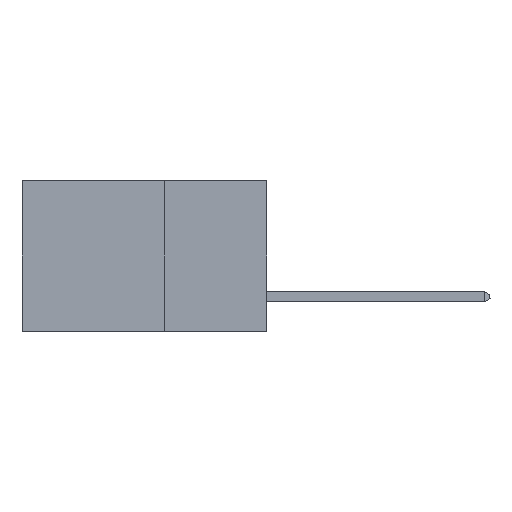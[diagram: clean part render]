
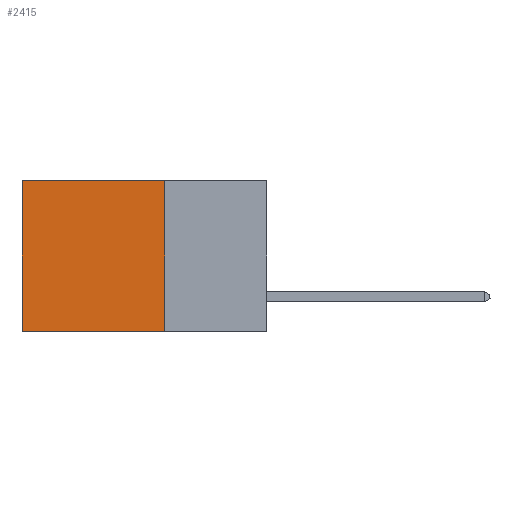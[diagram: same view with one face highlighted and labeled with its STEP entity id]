
A CAD part, left-side view. The second image highlights one B-rep face of the part: STEP entity #2415.
In plain terms, the highlighted planar face has unit normal (-1, 0, 0).
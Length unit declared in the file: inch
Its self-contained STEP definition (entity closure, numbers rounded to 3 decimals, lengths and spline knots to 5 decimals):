
#101 = VECTOR ( 'NONE', #5507, 39.37008 ) ;
#495 = VECTOR ( 'NONE', #2251, 39.37008 ) ;
#1278 = PLANE ( 'NONE',  #11291 ) ;
#1573 = VERTEX_POINT ( 'NONE', #6925 ) ;
#2251 = DIRECTION ( 'NONE',  ( 0., 1., 0. ) ) ;
#2415 = ADVANCED_FACE ( 'NONE', ( #11526 ), #1278, .F. ) ;
#2426 = DIRECTION ( 'NONE',  ( 0., 0., -1. ) ) ;
#3079 = ORIENTED_EDGE ( 'NONE', *, *, #9419, .T. ) ;
#5507 = DIRECTION ( 'NONE',  ( 0., 1., 0. ) ) ;
#6044 = LINE ( 'NONE', #9649, #11491 ) ;
#6051 = EDGE_LOOP ( 'NONE', ( #6837, #14622, #8564, #3079 ) ) ;
#6058 = DIRECTION ( 'NONE',  ( 0., 0., -1. ) ) ;
#6260 = VECTOR ( 'NONE', #11723, 39.37008 ) ;
#6493 = LINE ( 'NONE', #14239, #495 ) ;
#6667 = EDGE_CURVE ( 'NONE', #8195, #1573, #13968, .T. ) ;
#6837 = ORIENTED_EDGE ( 'NONE', *, *, #6667, .T. ) ;
#6925 = CARTESIAN_POINT ( 'NONE',  ( 0.2875, 0.6, -0.37 ) ) ;
#7796 = LINE ( 'NONE', #7889, #101 ) ;
#7889 = CARTESIAN_POINT ( 'NONE',  ( 0.2875, 0.25, -0.37 ) ) ;
#8195 = VERTEX_POINT ( 'NONE', #10701 ) ;
#8369 = CARTESIAN_POINT ( 'NONE',  ( 0.2875, 0.25, 0. ) ) ;
#8564 = ORIENTED_EDGE ( 'NONE', *, *, #12752, .F. ) ;
#9419 = EDGE_CURVE ( 'NONE', #12391, #8195, #6493, .T. ) ;
#9533 = CARTESIAN_POINT ( 'NONE',  ( 0.2875, 0.6, 0. ) ) ;
#9649 = CARTESIAN_POINT ( 'NONE',  ( 0.2875, 0.25, 0. ) ) ;
#9869 = CARTESIAN_POINT ( 'NONE',  ( 0.2875, 0.25, 0. ) ) ;
#10483 = EDGE_CURVE ( 'NONE', #13085, #1573, #7796, .T. ) ;
#10701 = CARTESIAN_POINT ( 'NONE',  ( 0.2875, 0.6, 0. ) ) ;
#11291 = AXIS2_PLACEMENT_3D ( 'NONE', #8369, #13222, #2426 ) ;
#11491 = VECTOR ( 'NONE', #6058, 39.37008 ) ;
#11526 = FACE_OUTER_BOUND ( 'NONE', #6051, .T. ) ;
#11723 = DIRECTION ( 'NONE',  ( 0., 0., -1. ) ) ;
#12391 = VERTEX_POINT ( 'NONE', #9869 ) ;
#12752 = EDGE_CURVE ( 'NONE', #12391, #13085, #6044, .T. ) ;
#13085 = VERTEX_POINT ( 'NONE', #14394 ) ;
#13222 = DIRECTION ( 'NONE',  ( 1., 0., 0. ) ) ;
#13968 = LINE ( 'NONE', #9533, #6260 ) ;
#14239 = CARTESIAN_POINT ( 'NONE',  ( 0.2875, 0.25, 0. ) ) ;
#14394 = CARTESIAN_POINT ( 'NONE',  ( 0.2875, 0.25, -0.37 ) ) ;
#14622 = ORIENTED_EDGE ( 'NONE', *, *, #10483, .F. ) ;
